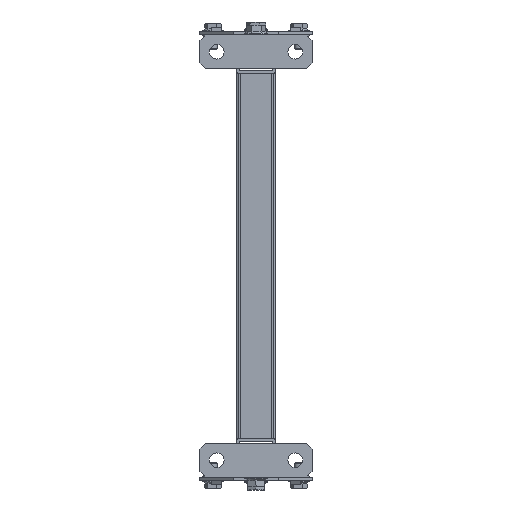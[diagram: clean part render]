
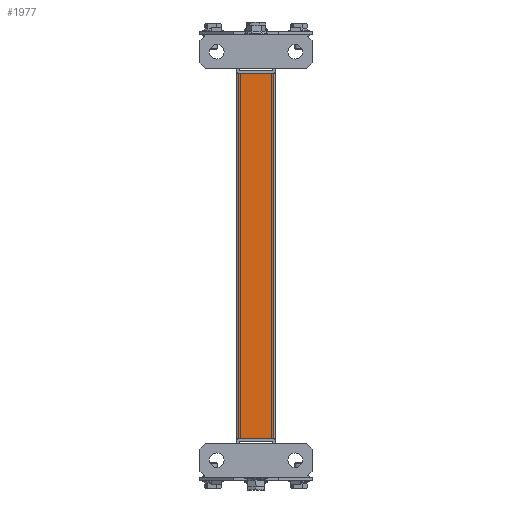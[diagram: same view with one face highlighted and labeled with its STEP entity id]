
A CAD part, front view. The second image highlights one B-rep face of the part: STEP entity #1977.
In plain terms, the highlighted face is planar.
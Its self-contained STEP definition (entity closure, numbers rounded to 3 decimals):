
#351 = CARTESIAN_POINT ( 'NONE',  ( 16., 326., 17. ) ) ;
#1110 = DIRECTION ( 'NONE',  ( 0., -1., 0. ) ) ;
#1174 = ORIENTED_EDGE ( 'NONE', *, *, #6615, .T. ) ;
#1263 = PLANE ( 'NONE',  #2928 ) ;
#1617 = EDGE_LOOP ( 'NONE', ( #1174, #10305, #1860, #6025 ) ) ;
#1809 = DIRECTION ( 'NONE',  ( 1., 0., 0. ) ) ;
#1860 = ORIENTED_EDGE ( 'NONE', *, *, #4051, .F. ) ;
#1875 = LINE ( 'NONE', #7595, #7443 ) ;
#1977 = ADVANCED_FACE ( 'NONE', ( #4634 ), #1263, .F. ) ;
#2295 = DIRECTION ( 'NONE',  ( -1., 0., 0. ) ) ;
#2680 = DIRECTION ( 'NONE',  ( 1., 0., 0. ) ) ;
#2706 = VERTEX_POINT ( 'NONE', #10132 ) ;
#2822 = VERTEX_POINT ( 'NONE', #10238 ) ;
#2928 = AXIS2_PLACEMENT_3D ( 'NONE', #10339, #3723, #2295 ) ;
#3479 = VERTEX_POINT ( 'NONE', #9881 ) ;
#3674 = DIRECTION ( 'NONE',  ( 0., 1., 0. ) ) ;
#3723 = DIRECTION ( 'NONE',  ( 0., 0., -1. ) ) ;
#4051 = EDGE_CURVE ( 'NONE', #3479, #4518, #1875, .T. ) ;
#4477 = LINE ( 'NONE', #6956, #6671 ) ;
#4518 = VERTEX_POINT ( 'NONE', #6436 ) ;
#4634 = FACE_OUTER_BOUND ( 'NONE', #1617, .T. ) ;
#4675 = EDGE_CURVE ( 'NONE', #3479, #2706, #4477, .T. ) ;
#6025 = ORIENTED_EDGE ( 'NONE', *, *, #4675, .T. ) ;
#6436 = CARTESIAN_POINT ( 'NONE',  ( 16., 326., 17. ) ) ;
#6615 = EDGE_CURVE ( 'NONE', #2706, #2822, #6678, .T. ) ;
#6652 = VECTOR ( 'NONE', #3674, 1000. ) ;
#6671 = VECTOR ( 'NONE', #1110, 1000. ) ;
#6678 = LINE ( 'NONE', #9194, #8850 ) ;
#6956 = CARTESIAN_POINT ( 'NONE',  ( -16., 326., 17. ) ) ;
#7443 = VECTOR ( 'NONE', #2680, 1000. ) ;
#7595 = CARTESIAN_POINT ( 'NONE',  ( -17., 326., 17. ) ) ;
#7823 = EDGE_CURVE ( 'NONE', #2822, #4518, #10297, .T. ) ;
#8850 = VECTOR ( 'NONE', #1809, 1000. ) ;
#9194 = CARTESIAN_POINT ( 'NONE',  ( -17., 0., 17. ) ) ;
#9881 = CARTESIAN_POINT ( 'NONE',  ( -16., 326., 17. ) ) ;
#10132 = CARTESIAN_POINT ( 'NONE',  ( -16., 0., 17. ) ) ;
#10238 = CARTESIAN_POINT ( 'NONE',  ( 16., 0., 17. ) ) ;
#10297 = LINE ( 'NONE', #351, #6652 ) ;
#10305 = ORIENTED_EDGE ( 'NONE', *, *, #7823, .T. ) ;
#10339 = CARTESIAN_POINT ( 'NONE',  ( -17., 326., 17. ) ) ;
